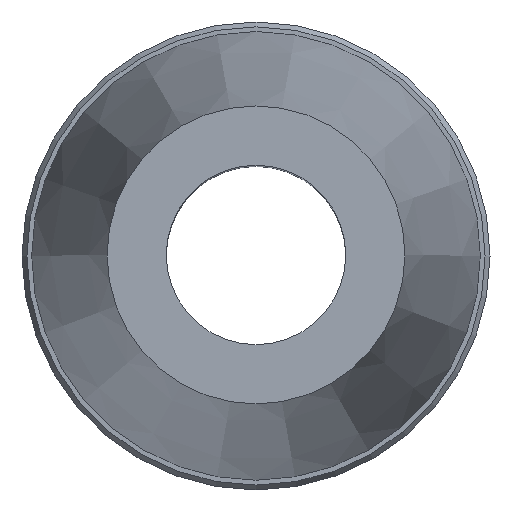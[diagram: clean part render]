
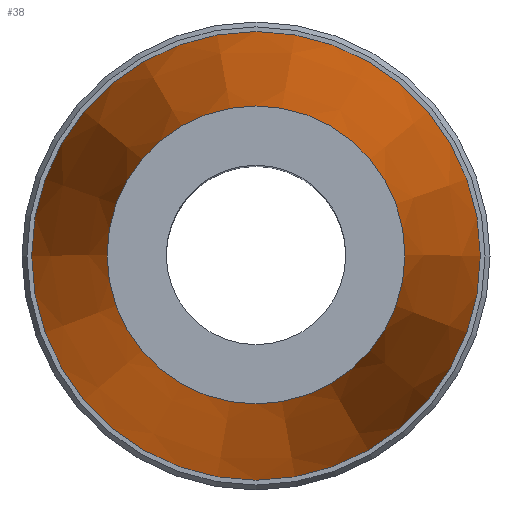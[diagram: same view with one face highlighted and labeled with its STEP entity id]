
A CAD part, top view. The second image highlights one B-rep face of the part: STEP entity #38.
In plain terms, the highlighted conical face has half-angle 8 degrees and reference radius 10 mm.
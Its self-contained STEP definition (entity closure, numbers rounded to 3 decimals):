
#34=CONICAL_SURFACE('',#157,10.,8.);
#38=ADVANCED_FACE('',(#52,#53),#34,.T.);
#52=FACE_BOUND('',#70,.T.);
#53=FACE_BOUND('',#71,.T.);
#70=EDGE_LOOP('',(#88));
#71=EDGE_LOOP('',(#89));
#88=ORIENTED_EDGE('',*,*,#113,.T.);
#89=ORIENTED_EDGE('',*,*,#115,.F.);
#104=VERTEX_POINT('',#220);
#106=VERTEX_POINT('',#225);
#113=EDGE_CURVE('',#104,#104,#122,.T.);
#115=EDGE_CURVE('',#106,#106,#124,.T.);
#122=CIRCLE('',#153,6.641);
#124=CIRCLE('',#156,10.);
#153=AXIS2_PLACEMENT_3D('',#219,#179,#180);
#156=AXIS2_PLACEMENT_3D('',#224,#185,#186);
#157=AXIS2_PLACEMENT_3D('',#226,#187,#188);
#179=DIRECTION('',(0.,0.,-1.));
#180=DIRECTION('',(1.,0.,0.));
#185=DIRECTION('',(0.,0.,-1.));
#186=DIRECTION('',(1.,0.,0.));
#187=DIRECTION('',(0.,0.,-1.));
#188=DIRECTION('',(-1.,0.,0.));
#219=CARTESIAN_POINT('',(0.,0.,18.3));
#220=CARTESIAN_POINT('',(6.641,0.,18.3));
#224=CARTESIAN_POINT('',(0.,0.,-5.6));
#225=CARTESIAN_POINT('',(10.,0.,-5.6));
#226=CARTESIAN_POINT('',(0.,0.,-5.6));
